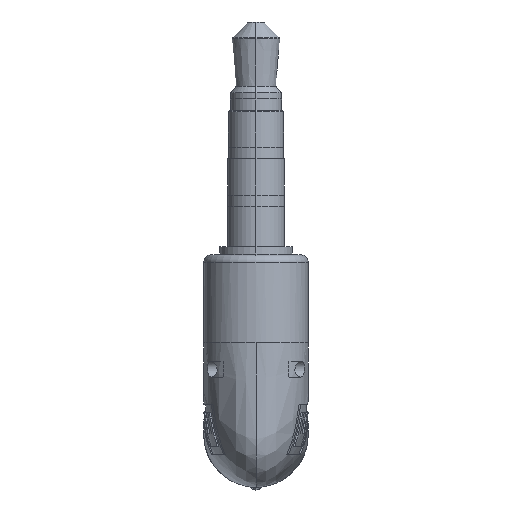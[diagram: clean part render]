
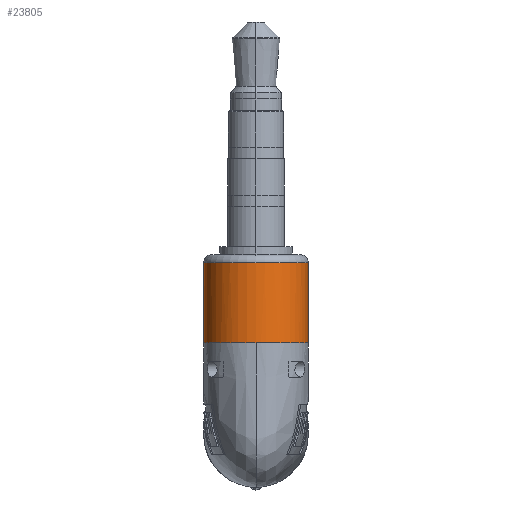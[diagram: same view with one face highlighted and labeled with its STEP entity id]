
A CAD part, left-side view. The second image highlights one B-rep face of the part: STEP entity #23805.
In plain terms, the highlighted cylindrical face has radius 3.25 mm (diameter 6.5 mm), a partial arc.
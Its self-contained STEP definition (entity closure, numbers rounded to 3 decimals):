
#102 = CARTESIAN_POINT ( 'NONE',  ( -0.425, 3.25, 8. ) ) ;
#610 = VECTOR ( 'NONE', #13885, 1000. ) ;
#818 = DIRECTION ( 'NONE',  ( 0., 0., -1. ) ) ;
#1318 = VERTEX_POINT ( 'NONE', #24512 ) ;
#3592 = EDGE_CURVE ( 'NONE', #29615, #26757, #19061, .T. ) ;
#4271 = CARTESIAN_POINT ( 'NONE',  ( 3.25, 0., 8. ) ) ;
#5000 = CARTESIAN_POINT ( 'NONE',  ( 0., 3.25, 8. ) ) ;
#5281 = EDGE_CURVE ( 'NONE', #26757, #6429, #22520, .T. ) ;
#5559 = CARTESIAN_POINT ( 'NONE',  ( 0., 0., 8. ) ) ;
#6033 = CARTESIAN_POINT ( 'NONE',  ( -3.25, 0., 8. ) ) ;
#6429 = VERTEX_POINT ( 'NONE', #27727 ) ;
#6771 = EDGE_CURVE ( 'NONE', #10751, #1318, #19468, .T. ) ;
#6798 = B_SPLINE_CURVE_WITH_KNOTS ( 'NONE', 3,
 ( #4271, #18564, #20756, #20860, #11454, #9136, #13838 ),
 .UNSPECIFIED., .F., .F.,
 ( 4, 1, 1, 1, 4 ),
 ( 0.75, 0.813, 0.875, 0.938, 1. ),
 .UNSPECIFIED. ) ;
#8865 = VECTOR ( 'NONE', #818, 1000. ) ;
#9136 = CARTESIAN_POINT ( 'NONE',  ( 0.425, 3.25, 8. ) ) ;
#9345 = CARTESIAN_POINT ( 'NONE',  ( -3.25, 0.425, 8. ) ) ;
#9615 = DIRECTION ( 'NONE',  ( 0., 0., 1. ) ) ;
#10252 = ORIENTED_EDGE ( 'NONE', *, *, #13652, .F. ) ;
#10751 = VERTEX_POINT ( 'NONE', #16252 ) ;
#11268 = ORIENTED_EDGE ( 'NONE', *, *, #3592, .F. ) ;
#11454 = CARTESIAN_POINT ( 'NONE',  ( 1.276, 3.081, 8. ) ) ;
#11608 = CYLINDRICAL_SURFACE ( 'NONE', #19260, 3.25 ) ;
#12728 = DIRECTION ( 'NONE',  ( 0., 0., -1. ) ) ;
#13015 = CARTESIAN_POINT ( 'NONE',  ( -3.25, 0., 8. ) ) ;
#13644 = ORIENTED_EDGE ( 'NONE', *, *, #6771, .T. ) ;
#13652 = EDGE_CURVE ( 'NONE', #10751, #29615, #6798, .T. ) ;
#13838 = CARTESIAN_POINT ( 'NONE',  ( 0., 3.25, 8. ) ) ;
#13885 = DIRECTION ( 'NONE',  ( 0., 0., -1. ) ) ;
#14646 = CARTESIAN_POINT ( 'NONE',  ( 0., 3.25, 8. ) ) ;
#16252 = CARTESIAN_POINT ( 'NONE',  ( 3.25, 0., 8. ) ) ;
#16424 = ORIENTED_EDGE ( 'NONE', *, *, #5281, .F. ) ;
#16733 = CIRCLE ( 'NONE', #30263, 3.25 ) ;
#17668 = EDGE_LOOP ( 'NONE', ( #10252, #13644, #18929, #16424, #11268 ) ) ;
#18190 = DIRECTION ( 'NONE',  ( -1., 0., 0. ) ) ;
#18564 = CARTESIAN_POINT ( 'NONE',  ( 3.25, 0.425, 8. ) ) ;
#18929 = ORIENTED_EDGE ( 'NONE', *, *, #24474, .T. ) ;
#19061 = B_SPLINE_CURVE_WITH_KNOTS ( 'NONE', 3,
 ( #5000, #102, #21074, #23918, #23504, #9345, #25971 ),
 .UNSPECIFIED., .F., .F.,
 ( 4, 1, 1, 1, 4 ),
 ( 0., 0.063, 0.125, 0.187, 0.25 ),
 .UNSPECIFIED. ) ;
#19260 = AXIS2_PLACEMENT_3D ( 'NONE', #5559, #12728, #18190 ) ;
#19468 = LINE ( 'NONE', #25699, #610 ) ;
#20756 = CARTESIAN_POINT ( 'NONE',  ( 3.081, 1.276, 8. ) ) ;
#20860 = CARTESIAN_POINT ( 'NONE',  ( 2.358, 2.358, 8. ) ) ;
#21074 = CARTESIAN_POINT ( 'NONE',  ( -1.276, 3.081, 8. ) ) ;
#22520 = LINE ( 'NONE', #6033, #8865 ) ;
#23504 = CARTESIAN_POINT ( 'NONE',  ( -3.081, 1.276, 8. ) ) ;
#23805 = ADVANCED_FACE ( 'NONE', ( #25354 ), #11608, .T. ) ;
#23918 = CARTESIAN_POINT ( 'NONE',  ( -2.358, 2.358, 8. ) ) ;
#24474 = EDGE_CURVE ( 'NONE', #1318, #6429, #16733, .T. ) ;
#24512 = CARTESIAN_POINT ( 'NONE',  ( 3.25, 0., 3. ) ) ;
#25354 = FACE_OUTER_BOUND ( 'NONE', #17668, .T. ) ;
#25534 = CARTESIAN_POINT ( 'NONE',  ( 0., 0., 3. ) ) ;
#25699 = CARTESIAN_POINT ( 'NONE',  ( 3.25, 0., 8. ) ) ;
#25971 = CARTESIAN_POINT ( 'NONE',  ( -3.25, 0., 8. ) ) ;
#26757 = VERTEX_POINT ( 'NONE', #13015 ) ;
#27727 = CARTESIAN_POINT ( 'NONE',  ( -3.25, 0., 3. ) ) ;
#28473 = DIRECTION ( 'NONE',  ( 1., 0., 0. ) ) ;
#29615 = VERTEX_POINT ( 'NONE', #14646 ) ;
#30263 = AXIS2_PLACEMENT_3D ( 'NONE', #25534, #9615, #28473 ) ;
